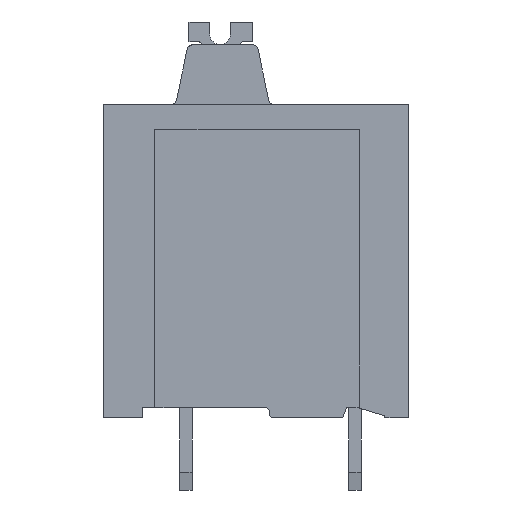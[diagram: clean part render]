
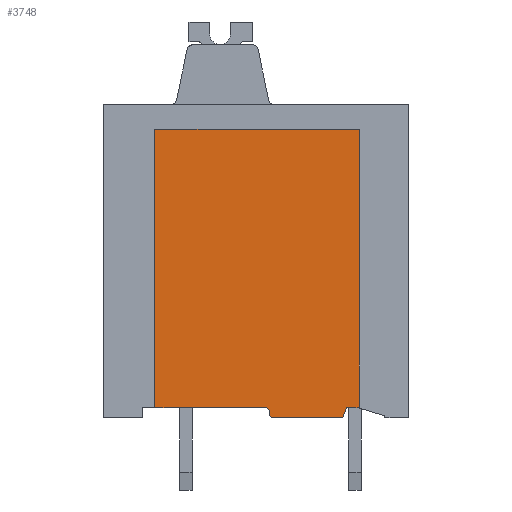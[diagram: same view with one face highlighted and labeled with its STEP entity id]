
A CAD part, left-side view. The second image highlights one B-rep face of the part: STEP entity #3748.
In plain terms, the highlighted planar face has unit normal (-1, 0, 0).
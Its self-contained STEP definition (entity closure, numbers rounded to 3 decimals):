
#774=AXIS2_PLACEMENT_3D('Circle Axis2P3D',#772,#773,$) ;
#817=AXIS2_PLACEMENT_3D('Circle Axis2P3D',#815,#816,$) ;
#3714=AXIS2_PLACEMENT_3D('Plane Axis2P3D',#3711,#3712,#3713) ;
#687=CARTESIAN_POINT('Vertex',(1.1,3.,4.)) ;
#694=CARTESIAN_POINT('Vertex',(1.1,2.5,4.)) ;
#697=CARTESIAN_POINT('Line Origine',(1.1,2.75,4.)) ;
#719=CARTESIAN_POINT('Vertex',(1.1,3.2,3.5)) ;
#722=CARTESIAN_POINT('Line Origine',(1.1,3.1,3.75)) ;
#744=CARTESIAN_POINT('Vertex',(1.1,6.55,3.5)) ;
#747=CARTESIAN_POINT('Line Origine',(1.1,4.875,3.5)) ;
#769=CARTESIAN_POINT('Vertex',(1.1,6.75,3.7)) ;
#772=CARTESIAN_POINT('Axis2P3D Location',(1.1,6.55,3.7)) ;
#794=CARTESIAN_POINT('Vertex',(1.1,6.75,3.8)) ;
#797=CARTESIAN_POINT('Line Origine',(1.1,6.75,3.75)) ;
#815=CARTESIAN_POINT('Axis2P3D Location',(1.1,6.95,3.8)) ;
#819=CARTESIAN_POINT('Vertex',(1.1,6.95,4.)) ;
#849=CARTESIAN_POINT('Line Origine',(1.1,9.625,4.)) ;
#853=CARTESIAN_POINT('Vertex',(1.1,12.3,4.)) ;
#3203=CARTESIAN_POINT('Vertex',(1.1,2.4,3.97)) ;
#3206=CARTESIAN_POINT('Line Origine',(1.1,2.45,3.985)) ;
#3711=CARTESIAN_POINT('Axis2P3D Location',(1.1,2.4,0.)) ;
#3716=CARTESIAN_POINT('Line Origine',(1.1,2.4,10.735)) ;
#3720=CARTESIAN_POINT('Vertex',(1.1,2.4,17.5)) ;
#3723=CARTESIAN_POINT('Line Origine',(1.1,7.35,17.5)) ;
#3727=CARTESIAN_POINT('Vertex',(1.1,12.3,17.5)) ;
#3730=CARTESIAN_POINT('Line Origine',(1.1,12.3,10.75)) ;
#698=DIRECTION('Vector Direction',(0.,1.,0.)) ;
#723=DIRECTION('Vector Direction',(0.,0.371,-0.928)) ;
#748=DIRECTION('Vector Direction',(0.,1.,0.)) ;
#773=DIRECTION('Axis2P3D Direction',(-1.,0.,0.)) ;
#798=DIRECTION('Vector Direction',(0.,0.,1.)) ;
#816=DIRECTION('Axis2P3D Direction',(-1.,0.,0.)) ;
#850=DIRECTION('Vector Direction',(0.,1.,0.)) ;
#3207=DIRECTION('Vector Direction',(0.,-0.959,-0.284)) ;
#3712=DIRECTION('Axis2P3D Direction',(1.,0.,0.)) ;
#3713=DIRECTION('Axis2P3D XDirection',(0.,1.,0.)) ;
#3717=DIRECTION('Vector Direction',(0.,0.,1.)) ;
#3724=DIRECTION('Vector Direction',(0.,1.,0.)) ;
#3731=DIRECTION('Vector Direction',(0.,0.,1.)) ;
#699=VECTOR('Line Direction',#698,1.) ;
#724=VECTOR('Line Direction',#723,1.) ;
#749=VECTOR('Line Direction',#748,1.) ;
#799=VECTOR('Line Direction',#798,1.) ;
#851=VECTOR('Line Direction',#850,1.) ;
#3208=VECTOR('Line Direction',#3207,1.) ;
#3718=VECTOR('Line Direction',#3717,1.) ;
#3725=VECTOR('Line Direction',#3724,1.) ;
#3732=VECTOR('Line Direction',#3731,1.) ;
#3736=ORIENTED_EDGE('',*,*,#855,.F.) ;
#3737=ORIENTED_EDGE('',*,*,#821,.T.) ;
#3738=ORIENTED_EDGE('',*,*,#801,.F.) ;
#3739=ORIENTED_EDGE('',*,*,#776,.F.) ;
#3740=ORIENTED_EDGE('',*,*,#751,.F.) ;
#3741=ORIENTED_EDGE('',*,*,#726,.F.) ;
#3742=ORIENTED_EDGE('',*,*,#701,.F.) ;
#3743=ORIENTED_EDGE('',*,*,#3210,.T.) ;
#3744=ORIENTED_EDGE('',*,*,#3722,.T.) ;
#3745=ORIENTED_EDGE('',*,*,#3729,.T.) ;
#3746=ORIENTED_EDGE('',*,*,#3734,.F.) ;
#3748=ADVANCED_FACE('_LMF 5.00/14/180  3.5SN OR BX 1330310000',(#3747),#3715,.F.) ;
#775=CIRCLE('generated circle',#774,0.2) ;
#818=CIRCLE('generated circle',#817,0.2) ;
#701=EDGE_CURVE('',#695,#688,#700,.T.) ;
#726=EDGE_CURVE('',#688,#720,#725,.T.) ;
#751=EDGE_CURVE('',#720,#745,#750,.T.) ;
#776=EDGE_CURVE('',#745,#770,#775,.F.) ;
#801=EDGE_CURVE('',#770,#795,#800,.T.) ;
#821=EDGE_CURVE('',#820,#795,#818,.F.) ;
#855=EDGE_CURVE('',#820,#854,#852,.T.) ;
#3210=EDGE_CURVE('',#695,#3204,#3209,.T.) ;
#3722=EDGE_CURVE('',#3204,#3721,#3719,.T.) ;
#3729=EDGE_CURVE('',#3721,#3728,#3726,.T.) ;
#3734=EDGE_CURVE('',#854,#3728,#3733,.T.) ;
#3735=EDGE_LOOP('',(#3736,#3737,#3738,#3739,#3740,#3741,#3742,#3743,#3744,#3745,#3746)) ;
#3747=FACE_OUTER_BOUND('',#3735,.T.) ;
#700=LINE('Line',#697,#699) ;
#725=LINE('Line',#722,#724) ;
#750=LINE('Line',#747,#749) ;
#800=LINE('Line',#797,#799) ;
#852=LINE('Line',#849,#851) ;
#3209=LINE('Line',#3206,#3208) ;
#3719=LINE('Line',#3716,#3718) ;
#3726=LINE('Line',#3723,#3725) ;
#3733=LINE('Line',#3730,#3732) ;
#3715=PLANE('',#3714) ;
#688=VERTEX_POINT('',#687) ;
#695=VERTEX_POINT('',#694) ;
#720=VERTEX_POINT('',#719) ;
#745=VERTEX_POINT('',#744) ;
#770=VERTEX_POINT('',#769) ;
#795=VERTEX_POINT('',#794) ;
#820=VERTEX_POINT('',#819) ;
#854=VERTEX_POINT('',#853) ;
#3204=VERTEX_POINT('',#3203) ;
#3721=VERTEX_POINT('',#3720) ;
#3728=VERTEX_POINT('',#3727) ;
